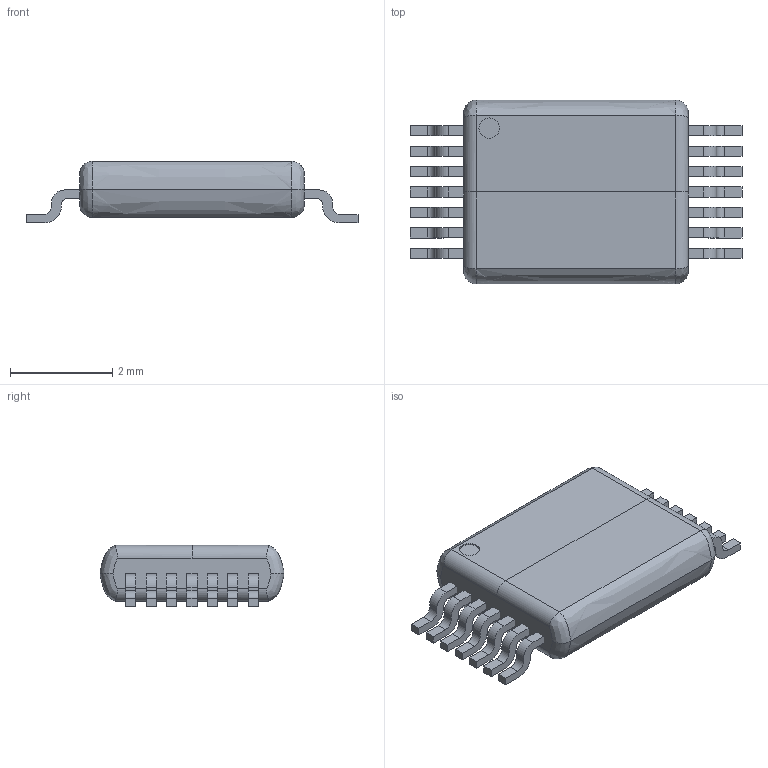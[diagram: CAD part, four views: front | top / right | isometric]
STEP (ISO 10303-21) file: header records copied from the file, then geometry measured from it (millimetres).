
FILE_DESCRIPTION(('FreeCAD Model'),'2;1');
FILE_NAME('Open CASCADE Shape Model','2022-08-13T19:10:58',('Doomn00b'), (''),'Open CASCADE STEP processor 7.6','FreeCAD','Unknown');
FILE_SCHEMA(('AUTOMOTIVE_DESIGN { 1 0 10303 214 1 1 1 1 }'));
Length unit declared in the file: millimetre
Products named in the file (6): Texas_R-PDSO-G14; Array; Pin-base; plastic; Array001; Pin-base001
Assembly tree (17 placements, depth 3):
  Texas_R-PDSO-G14
    Array
      Pin-base  x7
    plastic
    Array001
      Pin-base001  x7
Bounding box: 6.5 x 3.6 x 1.2 mm (x, y, z)
Volume: 17.1 mm3; surface area: 60 mm2
Topology: 15 solids, 15 shells, 224 faces, 563 edges, 370 vertices
Faces by surface type: plane 147, cylinder 65, bspline 8, extrusion 4
Full cylindrical faces by diameter (mm): 0.4 x1
Entity records: 3738 total; most frequent: CARTESIAN_POINT 2339, ORIENTED_EDGE 262, DIRECTION 253, EDGE_CURVE 131, VECTOR 85, AXIS2_PLACEMENT_3D 84, VERTEX_POINT 82, LINE 81
